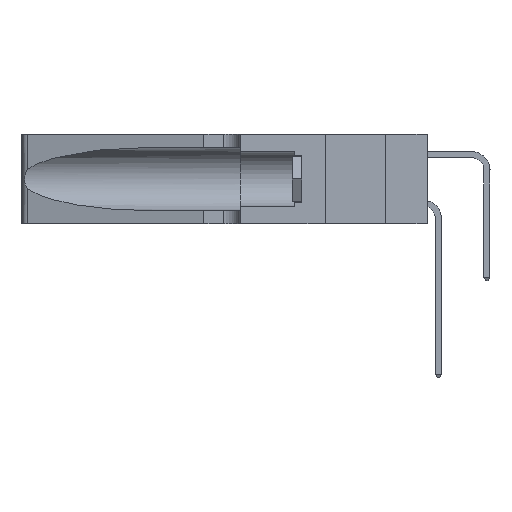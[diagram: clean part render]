
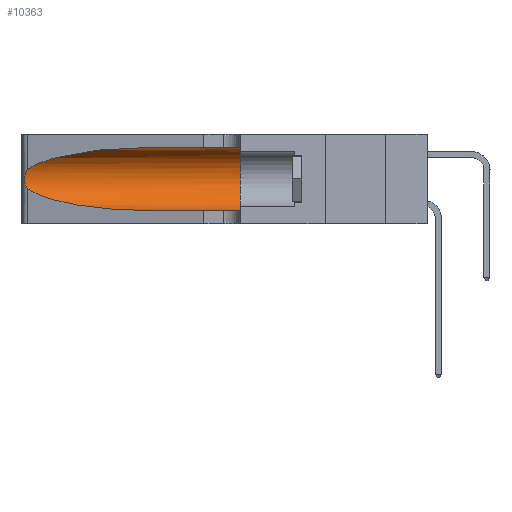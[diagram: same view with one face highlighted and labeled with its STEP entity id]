
A CAD part, left-side view. The second image highlights one B-rep face of the part: STEP entity #10363.
In plain terms, the highlighted cylindrical face has radius 3.308 mm (diameter 6.617 mm), a partial arc.
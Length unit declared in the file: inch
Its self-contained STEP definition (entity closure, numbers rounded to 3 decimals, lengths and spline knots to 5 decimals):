
#89 = CARTESIAN_POINT ( 'NONE',  ( 0.25487, 1.22718, 0.22369 ) ) ;
#832 = EDGE_CURVE ( 'NONE', #7460, #14791, #5316, .T. ) ;
#1264 = AXIS2_PLACEMENT_3D ( 'NONE', #7456, #18854, #9109 ) ;
#1593 = CARTESIAN_POINT ( 'NONE',  ( 0.26018, 1.23835, 0.19895 ) ) ;
#1627 = ORIENTED_EDGE ( 'NONE', *, *, #18975, .F. ) ;
#1910 = EDGE_CURVE ( 'NONE', #5751, #14791, #10969, .T. ) ;
#3282 = CARTESIAN_POINT ( 'NONE',  ( 0.26075, 1.23896, 0.178 ) ) ;
#3303 = ORIENTED_EDGE ( 'NONE', *, *, #5104, .T. ) ;
#3350 = ORIENTED_EDGE ( 'NONE', *, *, #18925, .T. ) ;
#3555 = CARTESIAN_POINT ( 'NONE',  ( 0.1305, 0.72297, 0.31525 ) ) ;
#3735 =( BOUNDED_CURVE ( )  B_SPLINE_CURVE ( 3, ( #16554, #18240, #10139, #89 ),
 .UNSPECIFIED., .F., .F. ) 
 B_SPLINE_CURVE_WITH_KNOTS ( ( 4, 4 ),
 ( 1.5708, 2.84003 ),
 .UNSPECIFIED. ) 
 CURVE ( )  GEOMETRIC_REPRESENTATION_ITEM ( )  RATIONAL_B_SPLINE_CURVE ( ( 1., 0.87, 0.87, 1. ) ) 
 REPRESENTATION_ITEM ( '' )  );
#3844 = FACE_OUTER_BOUND ( 'NONE', #19725, .T. ) ;
#4623 = CARTESIAN_POINT ( 'NONE',  ( 0.1305, 0.72297, 0.05475 ) ) ;
#4680 = DIRECTION ( 'NONE',  ( 0., -1., 0. ) ) ;
#4864 = CARTESIAN_POINT ( 'NONE',  ( 0.1305, 0.72297, 0.05475 ) ) ;
#4972 = CARTESIAN_POINT ( 'NONE',  ( 0.25856, 1.23593, 0.16098 ) ) ;
#5104 = EDGE_CURVE ( 'NONE', #9601, #12881, #11077, .T. ) ;
#5316 = CIRCLE ( 'NONE', #13361, 0.13025 ) ;
#5702 = CARTESIAN_POINT ( 'NONE',  ( 0.1305, 0.35, 0.185 ) ) ;
#5751 = VERTEX_POINT ( 'NONE', #4864 ) ;
#6163 = CARTESIAN_POINT ( 'NONE',  ( 0.1305, 0.35, 0.31525 ) ) ;
#6391 = DIRECTION ( 'NONE',  ( 0., -1., 0. ) ) ;
#6649 = CARTESIAN_POINT ( 'NONE',  ( 0.25639, 1.23186, 0.15144 ) ) ;
#7318 = ORIENTED_EDGE ( 'NONE', *, *, #832, .F. ) ;
#7456 = CARTESIAN_POINT ( 'NONE',  ( 0.1305, 1.61858, 0.185 ) ) ;
#7460 = VERTEX_POINT ( 'NONE', #6163 ) ;
#7753 = CYLINDRICAL_SURFACE ( 'NONE', #1264, 0.13025 ) ;
#7866 = CARTESIAN_POINT ( 'NONE',  ( 0.25487, 1.22718, 0.14631 ) ) ;
#8036 = CARTESIAN_POINT ( 'NONE',  ( 0.1305, 1.61858, 0.31525 ) ) ;
#8303 = CARTESIAN_POINT ( 'NONE',  ( 0.25487, 1.22718, 0.14631 ) ) ;
#8312 = VERTEX_POINT ( 'NONE', #3555 ) ;
#8452 = DIRECTION ( 'NONE',  ( 0., 1., 0. ) ) ;
#8587 = DIRECTION ( 'NONE',  ( 0., 0., 1. ) ) ;
#9109 = DIRECTION ( 'NONE',  ( 0., 0., -1. ) ) ;
#9509 = CARTESIAN_POINT ( 'NONE',  ( 0.1305, 0.35, 0.05475 ) ) ;
#9601 = VERTEX_POINT ( 'NONE', #11863 ) ;
#9890 = CARTESIAN_POINT ( 'NONE',  ( 0.25639, 1.23184, 0.21858 ) ) ;
#10139 = CARTESIAN_POINT ( 'NONE',  ( 0.2373, 1.15595, 0.28018 ) ) ;
#10363 = ADVANCED_FACE ( 'NONE', ( #3844 ), #7753, .F. ) ;
#10540 =( BOUNDED_CURVE ( )  B_SPLINE_CURVE ( 3, ( #11211, #20895, #14522, #4623 ),
 .UNSPECIFIED., .F., .F. ) 
 B_SPLINE_CURVE_WITH_KNOTS ( ( 4, 4 ),
 ( 3.44316, 4.71239 ),
 .UNSPECIFIED. ) 
 CURVE ( )  GEOMETRIC_REPRESENTATION_ITEM ( )  RATIONAL_B_SPLINE_CURVE ( ( 1., 0.87, 0.87, 1. ) ) 
 REPRESENTATION_ITEM ( '' )  );
#10547 = ORIENTED_EDGE ( 'NONE', *, *, #1910, .T. ) ;
#10806 = CARTESIAN_POINT ( 'NONE',  ( 0.1305, 1.61858, 0.05475 ) ) ;
#10969 = LINE ( 'NONE', #10806, #19076 ) ;
#11077 = B_SPLINE_CURVE_WITH_KNOTS ( 'NONE', 3,
 ( #19609, #18004, #9890, #21208, #11539, #1593, #13209, #3282, #14848, #4972, #16444, #6649, #18072, #8303 ),
 .UNSPECIFIED., .F., .F.,
 ( 4, 2, 2, 2, 2, 2, 4 ),
 ( 0., 0.00027, 0.00053, 0.00107, 0.0016, 0.00187, 0.00214 ),
 .UNSPECIFIED. ) ;
#11211 = CARTESIAN_POINT ( 'NONE',  ( 0.25487, 1.22718, 0.14631 ) ) ;
#11539 = CARTESIAN_POINT ( 'NONE',  ( 0.25854, 1.2359, 0.20912 ) ) ;
#11863 = CARTESIAN_POINT ( 'NONE',  ( 0.25487, 1.22718, 0.22369 ) ) ;
#12881 = VERTEX_POINT ( 'NONE', #7866 ) ;
#13209 = CARTESIAN_POINT ( 'NONE',  ( 0.26075, 1.23896, 0.19203 ) ) ;
#13361 = AXIS2_PLACEMENT_3D ( 'NONE', #5702, #8452, #8587 ) ;
#14107 = VECTOR ( 'NONE', #6391, 39.37008 ) ;
#14522 = CARTESIAN_POINT ( 'NONE',  ( 0.18966, 0.96281, 0.05475 ) ) ;
#14791 = VERTEX_POINT ( 'NONE', #9509 ) ;
#14848 = CARTESIAN_POINT ( 'NONE',  ( 0.26017, 1.23833, 0.17102 ) ) ;
#16444 = CARTESIAN_POINT ( 'NONE',  ( 0.25789, 1.23486, 0.15765 ) ) ;
#16554 = CARTESIAN_POINT ( 'NONE',  ( 0.1305, 0.72297, 0.31525 ) ) ;
#16663 = EDGE_CURVE ( 'NONE', #8312, #9601, #3735, .T. ) ;
#18004 = CARTESIAN_POINT ( 'NONE',  ( 0.25555, 1.22994, 0.2215 ) ) ;
#18072 = CARTESIAN_POINT ( 'NONE',  ( 0.25555, 1.22993, 0.14849 ) ) ;
#18240 = CARTESIAN_POINT ( 'NONE',  ( 0.18966, 0.96281, 0.31525 ) ) ;
#18372 = LINE ( 'NONE', #8036, #14107 ) ;
#18854 = DIRECTION ( 'NONE',  ( 0., -1., 0. ) ) ;
#18925 = EDGE_CURVE ( 'NONE', #12881, #5751, #10540, .T. ) ;
#18975 = EDGE_CURVE ( 'NONE', #8312, #7460, #18372, .T. ) ;
#19076 = VECTOR ( 'NONE', #4680, 39.37008 ) ;
#19609 = CARTESIAN_POINT ( 'NONE',  ( 0.25487, 1.22718, 0.22369 ) ) ;
#19725 = EDGE_LOOP ( 'NONE', ( #20575, #3303, #3350, #10547, #7318, #1627 ) ) ;
#20575 = ORIENTED_EDGE ( 'NONE', *, *, #16663, .T. ) ;
#20895 = CARTESIAN_POINT ( 'NONE',  ( 0.2373, 1.15595, 0.08982 ) ) ;
#21208 = CARTESIAN_POINT ( 'NONE',  ( 0.25787, 1.23484, 0.2124 ) ) ;
